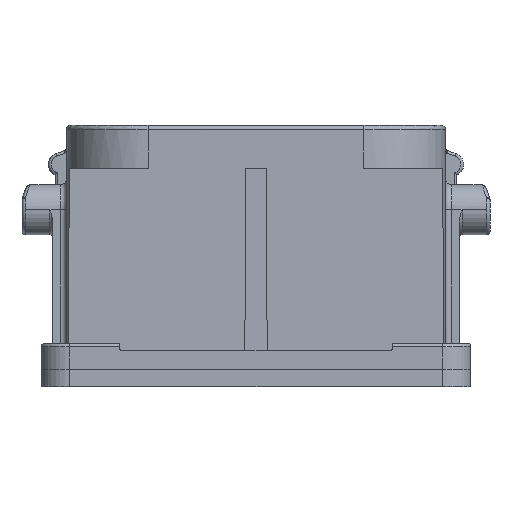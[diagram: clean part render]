
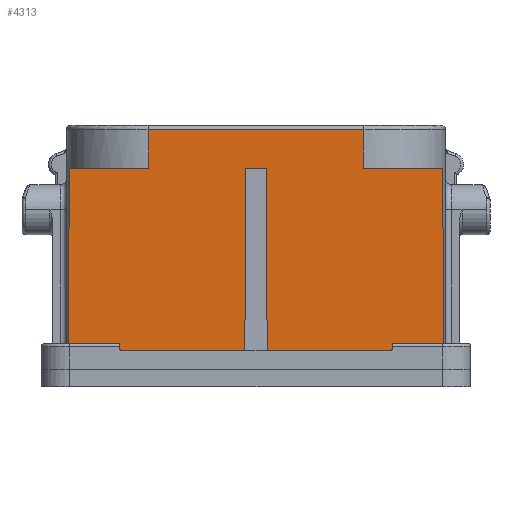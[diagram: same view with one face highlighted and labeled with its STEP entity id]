
A CAD part, front view. The second image highlights one B-rep face of the part: STEP entity #4313.
In plain terms, the highlighted planar face has unit normal (0, -1, 0).
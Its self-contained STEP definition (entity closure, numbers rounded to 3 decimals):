
#1657=CIRCLE('',#66188,0.15);
#1658=CIRCLE('',#66189,0.15);
#4313=ADVANCED_FACE('',(#9609),#8264,.T.);
#8264=PLANE('',#66190);
#9609=FACE_OUTER_BOUND('',#13642,.T.);
#13642=EDGE_LOOP('',(#27523,#27524,#27525,#27526,#27527,#27528,#27529,#27530,
#27531,#27532,#27533,#27534,#27535,#27536,#27537,#27538,#27539,#27540));
#17967=LINE('',#86341,#22256);
#18147=LINE('',#92381,#22436);
#18152=LINE('',#92396,#22441);
#18155=LINE('',#92402,#22444);
#18156=LINE('',#92403,#22445);
#18157=LINE('',#92407,#22446);
#18158=LINE('',#92409,#22447);
#18159=LINE('',#92411,#22448);
#18160=LINE('',#92413,#22449);
#18161=LINE('',#92415,#22450);
#18162=LINE('',#92419,#22451);
#18163=LINE('',#92421,#22452);
#18164=LINE('',#92423,#22453);
#18165=LINE('',#92425,#22454);
#18166=LINE('',#92427,#22455);
#22256=VECTOR('',#70772,1.);
#22436=VECTOR('',#71150,1.);
#22441=VECTOR('',#71165,1.);
#22444=VECTOR('',#71170,1.);
#22445=VECTOR('',#71171,1.);
#22446=VECTOR('',#71174,1.);
#22447=VECTOR('',#71175,1.);
#22448=VECTOR('',#71176,1.);
#22449=VECTOR('',#71177,1.);
#22450=VECTOR('',#71178,1.);
#22451=VECTOR('',#71181,1.);
#22452=VECTOR('',#71182,1.);
#22453=VECTOR('',#71183,1.);
#22454=VECTOR('',#71184,1.);
#22455=VECTOR('',#71185,1.);
#27523=ORIENTED_EDGE('',*,*,#52670,.F.);
#27524=ORIENTED_EDGE('',*,*,#52673,.T.);
#27525=ORIENTED_EDGE('',*,*,#52662,.T.);
#27526=ORIENTED_EDGE('',*,*,#52674,.F.);
#27527=ORIENTED_EDGE('',*,*,#52675,.T.);
#27528=ORIENTED_EDGE('',*,*,#52676,.F.);
#27529=ORIENTED_EDGE('',*,*,#52677,.F.);
#27530=ORIENTED_EDGE('',*,*,#52678,.F.);
#27531=ORIENTED_EDGE('',*,*,#52679,.F.);
#27532=ORIENTED_EDGE('',*,*,#52680,.F.);
#27533=ORIENTED_EDGE('',*,*,#52681,.F.);
#27534=ORIENTED_EDGE('',*,*,#52682,.F.);
#27535=ORIENTED_EDGE('',*,*,#52683,.T.);
#27536=ORIENTED_EDGE('',*,*,#52684,.F.);
#27537=ORIENTED_EDGE('',*,*,#52685,.T.);
#27538=ORIENTED_EDGE('',*,*,#52686,.T.);
#27539=ORIENTED_EDGE('',*,*,#52687,.T.);
#27540=ORIENTED_EDGE('',*,*,#52341,.F.);
#46321=VERTEX_POINT('',#86340);
#46322=VERTEX_POINT('',#86342);
#46551=VERTEX_POINT('',#92380);
#46552=VERTEX_POINT('',#92382);
#46557=VERTEX_POINT('',#92397);
#46559=VERTEX_POINT('',#92404);
#46560=VERTEX_POINT('',#92406);
#46561=VERTEX_POINT('',#92408);
#46562=VERTEX_POINT('',#92410);
#46563=VERTEX_POINT('',#92412);
#46564=VERTEX_POINT('',#92414);
#46565=VERTEX_POINT('',#92416);
#46566=VERTEX_POINT('',#92418);
#46567=VERTEX_POINT('',#92420);
#46568=VERTEX_POINT('',#92422);
#46569=VERTEX_POINT('',#92424);
#46570=VERTEX_POINT('',#92426);
#46571=VERTEX_POINT('',#92428);
#52341=EDGE_CURVE('',#46321,#46322,#17967,.T.);
#52662=EDGE_CURVE('',#46552,#46551,#18147,.T.);
#52670=EDGE_CURVE('',#46557,#46321,#18152,.T.);
#52673=EDGE_CURVE('',#46557,#46552,#18155,.T.);
#52674=EDGE_CURVE('',#46559,#46551,#18156,.T.);
#52675=EDGE_CURVE('',#46559,#46560,#1657,.T.);
#52676=EDGE_CURVE('',#46561,#46560,#18157,.T.);
#52677=EDGE_CURVE('',#46562,#46561,#18158,.T.);
#52678=EDGE_CURVE('',#46563,#46562,#18159,.T.);
#52679=EDGE_CURVE('',#46564,#46563,#18160,.T.);
#52680=EDGE_CURVE('',#46565,#46564,#18161,.T.);
#52681=EDGE_CURVE('',#46566,#46565,#1658,.T.);
#52682=EDGE_CURVE('',#46567,#46566,#18162,.T.);
#52683=EDGE_CURVE('',#46567,#46568,#18163,.T.);
#52684=EDGE_CURVE('',#46569,#46568,#18164,.T.);
#52685=EDGE_CURVE('',#46569,#46570,#18165,.T.);
#52686=EDGE_CURVE('',#46570,#46571,#18166,.T.);
#52687=EDGE_CURVE('',#46571,#46322,#61793,.T.);
#61793=B_SPLINE_CURVE_WITH_KNOTS('',3,(#92429,#92430,#92431,#92432),
 .UNSPECIFIED.,.F.,.F.,(4,4),(0.,1.),.UNSPECIFIED.);
#66188=AXIS2_PLACEMENT_3D('',#92405,#71172,#71173);
#66189=AXIS2_PLACEMENT_3D('',#92417,#71179,#71180);
#66190=AXIS2_PLACEMENT_3D('',#92433,#71186,#71187);
#70772=DIRECTION('',(0.,0.,1.));
#71150=DIRECTION('',(1.,0.,0.));
#71165=DIRECTION('',(1.,0.,0.));
#71170=DIRECTION('',(-0.004,0.,-1.));
#71171=DIRECTION('',(0.,0.,1.));
#71172=DIRECTION('',(0.,-1.,0.));
#71173=DIRECTION('',(-1.,0.,0.));
#71174=DIRECTION('',(-1.,0.,0.));
#71175=DIRECTION('',(-0.003,0.,-1.));
#71176=DIRECTION('',(-1.,0.,0.));
#71177=DIRECTION('',(-0.003,0.,1.));
#71178=DIRECTION('',(-1.,0.,0.));
#71179=DIRECTION('',(0.,1.,0.));
#71180=DIRECTION('',(1.,0.,0.));
#71181=DIRECTION('',(0.,0.,-1.));
#71182=DIRECTION('',(1.,0.,0.));
#71183=DIRECTION('',(0.004,0.,-1.));
#71184=DIRECTION('',(-1.,0.,0.));
#71185=DIRECTION('',(0.,0.,1.));
#71186=DIRECTION('',(0.,-1.,0.));
#71187=DIRECTION('',(-1.,0.,0.));
#86340=CARTESIAN_POINT('',(161.755,70.68,32.71));
#86341=CARTESIAN_POINT('',(161.755,70.68,32.71));
#86342=CARTESIAN_POINT('',(161.755,70.68,35.41));
#92380=CARTESIAN_POINT('',(159.788,70.68,20.46));
#92381=CARTESIAN_POINT('',(156.202,70.68,20.46));
#92382=CARTESIAN_POINT('',(156.202,70.68,20.46));
#92396=CARTESIAN_POINT('',(156.255,70.68,32.71));
#92397=CARTESIAN_POINT('',(156.255,70.68,32.71));
#92402=CARTESIAN_POINT('',(156.255,70.68,32.71));
#92403=CARTESIAN_POINT('',(159.788,70.68,20.11));
#92404=CARTESIAN_POINT('',(159.788,70.68,20.11));
#92405=CARTESIAN_POINT('',(159.938,70.68,20.11));
#92406=CARTESIAN_POINT('',(159.938,70.68,19.96));
#92407=CARTESIAN_POINT('',(168.52,70.68,19.96));
#92408=CARTESIAN_POINT('',(168.52,70.68,19.96));
#92409=CARTESIAN_POINT('',(168.561,70.68,32.71));
#92410=CARTESIAN_POINT('',(168.561,70.68,32.71));
#92411=CARTESIAN_POINT('',(170.03,70.68,32.71));
#92412=CARTESIAN_POINT('',(170.03,70.68,32.71));
#92413=CARTESIAN_POINT('',(170.07,70.68,19.96));
#92414=CARTESIAN_POINT('',(170.07,70.68,19.96));
#92415=CARTESIAN_POINT('',(178.652,70.68,19.96));
#92416=CARTESIAN_POINT('',(178.652,70.68,19.96));
#92417=CARTESIAN_POINT('',(178.652,70.68,20.11));
#92418=CARTESIAN_POINT('',(178.802,70.68,20.11));
#92419=CARTESIAN_POINT('',(178.802,70.68,20.46));
#92420=CARTESIAN_POINT('',(178.802,70.68,20.46));
#92421=CARTESIAN_POINT('',(178.802,70.68,20.46));
#92422=CARTESIAN_POINT('',(182.388,70.68,20.46));
#92423=CARTESIAN_POINT('',(182.335,70.68,32.71));
#92424=CARTESIAN_POINT('',(182.335,70.68,32.71));
#92425=CARTESIAN_POINT('',(182.335,70.68,32.71));
#92426=CARTESIAN_POINT('',(176.835,70.68,32.71));
#92427=CARTESIAN_POINT('',(176.835,70.68,32.71));
#92428=CARTESIAN_POINT('',(176.835,70.68,35.41));
#92429=CARTESIAN_POINT('',(176.835,70.68,35.41));
#92430=CARTESIAN_POINT('',(171.808,70.68,35.41));
#92431=CARTESIAN_POINT('',(166.782,70.68,35.41));
#92432=CARTESIAN_POINT('',(161.755,70.68,35.41));
#92433=CARTESIAN_POINT('',(183.043,70.68,35.796));
